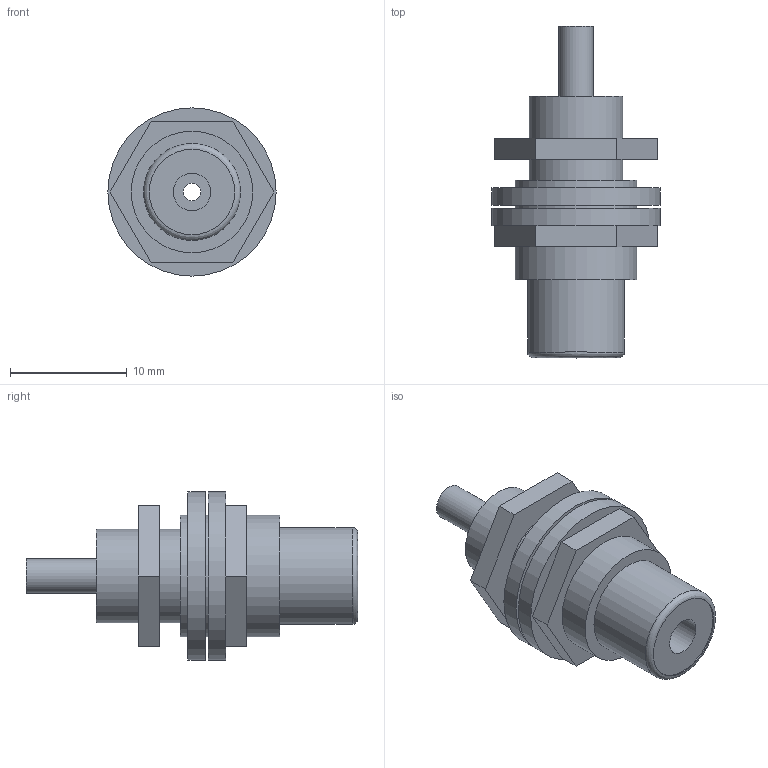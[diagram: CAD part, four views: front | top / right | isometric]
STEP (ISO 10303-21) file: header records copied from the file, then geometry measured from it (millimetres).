
FILE_DESCRIPTION(('FreeCAD Model'),'2;1');
FILE_NAME('BKL_0101144_rt.step','2021-02-01T10:31:38',('Author'),(''), 'Open CASCADE STEP processor 7.3','FreeCAD','Unknown');
FILE_SCHEMA(('AUTOMOTIVE_DESIGN { 1 0 10303 214 1 1 1 1 }'));
Length unit declared in the file: millimetre
Products named in the file (1): BKL_0101144_rt
Bounding box: 14.4 x 28.4 x 14.4 mm (x, y, z)
Volume: 1751.5 mm3; surface area: 3158.4 mm2
Topology: 6 solids, 6 shells, 42 faces, 79 edges, 52 vertices
Faces by surface type: plane 27, cylinder 14, revolution 1
Full cylindrical faces by diameter (mm): 1.5 x1, 3 x1, 3.2 x1, 7.3 x2, 8 x2, 8.3 x1, 10.4 x4, 14.4 x2
Entity records: 2429 total; most frequent: CARTESIAN_POINT 385, DIRECTION 341, LINE 178, VECTOR 178, ORIENTED_EDGE 158, PCURVE 158, DEFINITIONAL_REPRESENTATION 158, EDGE_CURVE 79
